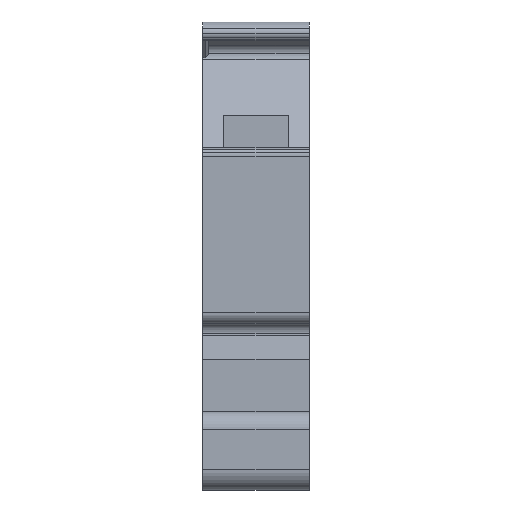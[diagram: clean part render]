
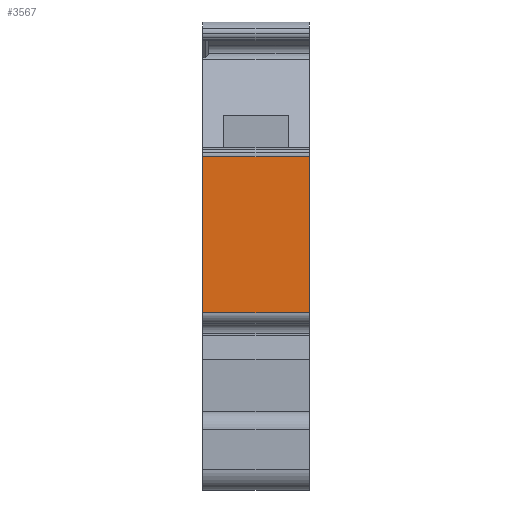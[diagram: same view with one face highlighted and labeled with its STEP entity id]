
A CAD part, front view. The second image highlights one B-rep face of the part: STEP entity #3567.
In plain terms, the highlighted planar face has unit normal (0, -1, 0).
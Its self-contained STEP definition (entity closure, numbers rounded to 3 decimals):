
#255=DIRECTION('',(0.,0.,1.));
#256=VECTOR('',#255,7.531);
#257=CARTESIAN_POINT('',(0.,-4.233,-14.05));
#258=LINE('',#257,#256);
#794=DIRECTION('',(0.,0.,-1.));
#795=VECTOR('',#794,7.531);
#796=CARTESIAN_POINT('',(5.15,-4.233,-6.519));
#797=LINE('',#796,#795);
#861=DIRECTION('',(1.,0.,0.));
#862=VECTOR('',#861,5.15);
#863=CARTESIAN_POINT('',(0.,-4.233,-6.519));
#864=LINE('',#863,#862);
#869=DIRECTION('',(-1.,0.,0.));
#870=VECTOR('',#869,5.15);
#871=CARTESIAN_POINT('',(5.15,-4.233,-14.05));
#872=LINE('',#871,#870);
#2373=CARTESIAN_POINT('',(0.,-4.233,-14.05));
#2374=VERTEX_POINT('',#2373);
#2375=CARTESIAN_POINT('',(0.,-4.233,-6.519));
#2376=VERTEX_POINT('',#2375);
#2541=CARTESIAN_POINT('',(5.15,-4.233,-6.519));
#2542=VERTEX_POINT('',#2541);
#2543=CARTESIAN_POINT('',(5.15,-4.233,-14.05));
#2544=VERTEX_POINT('',#2543);
#3555=CARTESIAN_POINT('',(0.,-4.233,-13.55));
#3556=DIRECTION('',(0.,-1.,0.));
#3557=DIRECTION('',(1.,0.,0.));
#3558=AXIS2_PLACEMENT_3D('',#3555,#3556,#3557);
#3559=PLANE('',#3558);
#3560=ORIENTED_EDGE('',*,*,#3550,.T.);
#3561=ORIENTED_EDGE('',*,*,#3446,.T.);
#3563=ORIENTED_EDGE('',*,*,#3562,.T.);
#3564=ORIENTED_EDGE('',*,*,#3139,.T.);
#3565=EDGE_LOOP('',(#3560,#3561,#3563,#3564));
#3566=FACE_OUTER_BOUND('',#3565,.F.);
#3139=EDGE_CURVE('',#2374,#2376,#258,.T.);
#3446=EDGE_CURVE('',#2542,#2544,#797,.T.);
#3550=EDGE_CURVE('',#2376,#2542,#864,.T.);
#3562=EDGE_CURVE('',#2544,#2374,#872,.T.);
#3567=ADVANCED_FACE('',(#3566),#3559,.T.);
